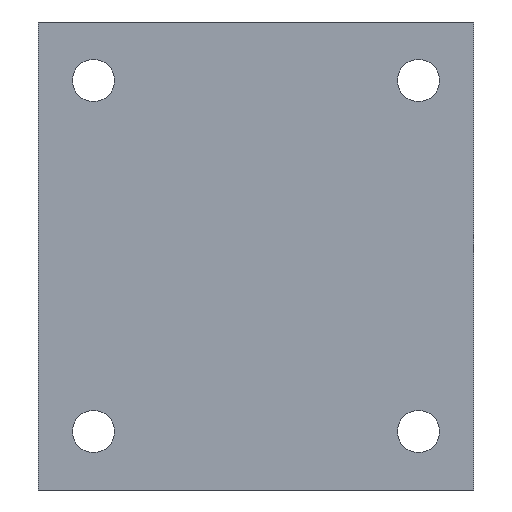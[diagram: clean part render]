
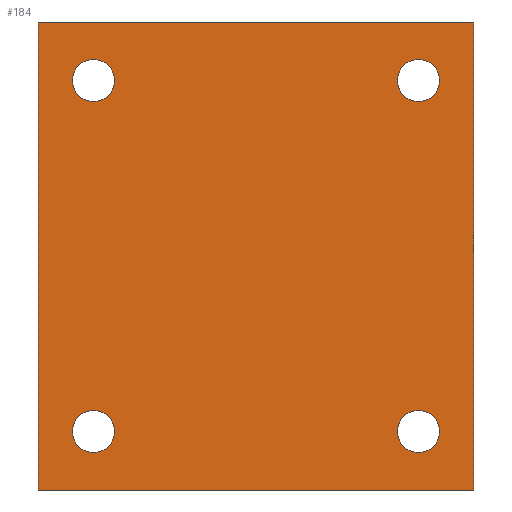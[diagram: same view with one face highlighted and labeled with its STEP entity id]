
A CAD part, front view. The second image highlights one B-rep face of the part: STEP entity #184.
In plain terms, the highlighted planar face has unit normal (0, -1, 0).
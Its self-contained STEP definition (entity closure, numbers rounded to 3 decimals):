
#184=ADVANCED_FACE('',(#426,#428,#430,#432,#434),#436,.T.);
#426=FACE_BOUND('',#427,.T.);
#427=EDGE_LOOP('',(#564,#565,#566,#567));
#428=FACE_BOUND('',#429,.T.);
#429=EDGE_LOOP('',(#568));
#430=FACE_BOUND('',#431,.T.);
#431=EDGE_LOOP('',(#569));
#432=FACE_BOUND('',#433,.T.);
#433=EDGE_LOOP('',(#570));
#434=FACE_BOUND('',#435,.T.);
#435=EDGE_LOOP('',(#571));
#436=PLANE('',#437);
#437=AXIS2_PLACEMENT_3D('',#438,#439,#440);
#438=CARTESIAN_POINT('',(-33.5,-25.5,36.));
#439=DIRECTION('',(0.,-1.,0.));
#440=DIRECTION('',(0.,0.,-1.));
#564=ORIENTED_EDGE('',*,*,#650,.T.);
#565=ORIENTED_EDGE('',*,*,#651,.T.);
#566=ORIENTED_EDGE('',*,*,#652,.F.);
#567=ORIENTED_EDGE('',*,*,#653,.F.);
#568=ORIENTED_EDGE('',*,*,#654,.T.);
#569=ORIENTED_EDGE('',*,*,#629,.T.);
#570=ORIENTED_EDGE('',*,*,#655,.T.);
#571=ORIENTED_EDGE('',*,*,#633,.T.);
#629=EDGE_CURVE('',#682,#682,#683,.T.);
#633=EDGE_CURVE('',#690,#690,#691,.T.);
#650=EDGE_CURVE('',#724,#725,#726,.T.);
#651=EDGE_CURVE('',#725,#727,#728,.T.);
#652=EDGE_CURVE('',#729,#727,#730,.T.);
#653=EDGE_CURVE('',#724,#729,#731,.T.);
#654=EDGE_CURVE('',#732,#732,#733,.T.);
#655=EDGE_CURVE('',#734,#734,#735,.T.);
#682=VERTEX_POINT('',#781);
#683=CIRCLE('',#782,3.25);
#690=VERTEX_POINT('',#801);
#691=CIRCLE('',#802,3.25);
#724=VERTEX_POINT('',#878);
#725=VERTEX_POINT('',#879);
#726=LINE('',#880,#881);
#727=VERTEX_POINT('',#883);
#728=LINE('',#884,#885);
#729=VERTEX_POINT('',#887);
#730=LINE('',#888,#889);
#731=LINE('',#891,#892);
#732=VERTEX_POINT('',#894);
#733=CIRCLE('',#895,3.25);
#734=VERTEX_POINT('',#899);
#735=CIRCLE('',#900,3.25);
#781=CARTESIAN_POINT('',(25.,-25.5,-30.25));
#782=AXIS2_PLACEMENT_3D('',#783,#784,#785);
#783=CARTESIAN_POINT('',(25.,-25.5,-27.));
#784=DIRECTION('',(0.,1.,0.));
#785=DIRECTION('',(0.,0.,-1.));
#801=CARTESIAN_POINT('',(-25.,-25.5,-30.25));
#802=AXIS2_PLACEMENT_3D('',#803,#804,#805);
#803=CARTESIAN_POINT('',(-25.,-25.5,-27.));
#804=DIRECTION('',(0.,1.,0.));
#805=DIRECTION('',(0.,0.,-1.));
#878=CARTESIAN_POINT('',(-33.5,-25.5,36.));
#879=CARTESIAN_POINT('',(-33.5,-25.5,-36.));
#880=CARTESIAN_POINT('',(-33.5,-25.5,36.));
#881=VECTOR('',#882,1.);
#882=DIRECTION('',(0.,0.,-1.));
#883=CARTESIAN_POINT('',(33.5,-25.5,-36.));
#884=CARTESIAN_POINT('',(-33.5,-25.5,-36.));
#885=VECTOR('',#886,1.);
#886=DIRECTION('',(1.,0.,0.));
#887=CARTESIAN_POINT('',(33.5,-25.5,36.));
#888=CARTESIAN_POINT('',(33.5,-25.5,36.));
#889=VECTOR('',#890,1.);
#890=DIRECTION('',(0.,0.,-1.));
#891=CARTESIAN_POINT('',(-33.5,-25.5,36.));
#892=VECTOR('',#893,1.);
#893=DIRECTION('',(1.,0.,0.));
#894=CARTESIAN_POINT('',(25.,-25.5,23.75));
#895=AXIS2_PLACEMENT_3D('',#896,#897,#898);
#896=CARTESIAN_POINT('',(25.,-25.5,27.));
#897=DIRECTION('',(0.,1.,0.));
#898=DIRECTION('',(0.,0.,-1.));
#899=CARTESIAN_POINT('',(-25.,-25.5,23.75));
#900=AXIS2_PLACEMENT_3D('',#901,#902,#903);
#901=CARTESIAN_POINT('',(-25.,-25.5,27.));
#902=DIRECTION('',(0.,1.,0.));
#903=DIRECTION('',(0.,0.,-1.));
